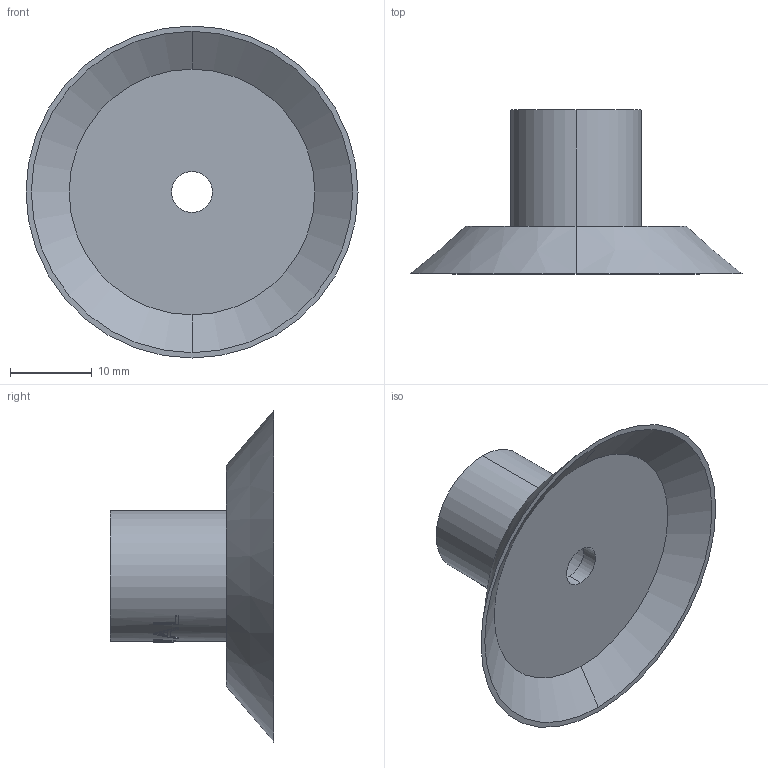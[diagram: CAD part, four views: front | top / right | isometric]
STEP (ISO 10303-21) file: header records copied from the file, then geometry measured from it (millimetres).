
FILE_DESCRIPTION(('STEP AP214'),'1');
FILE_NAME('COVAL_VPA40SIT5.stp','2017-12-27T18:43:56',('TraceParts'),('TraceParts S.A.'),'Spatial InterOp 3D',' ',' ');
FILE_SCHEMA(('automotive_design'));
Length unit declared in the file: millimetre
Products named in the file (1): COVAL_VPA40SIT5
Bounding box: 40.54 x 20 x 40.54 mm (x, y, z)
Volume: 4480.4 mm3; surface area: 3994.9 mm2
Topology: 1 solids, 1 shells, 66 faces, 165 edges, 110 vertices
Faces by surface type: bspline 29, plane 19, cylinder 14, cone 4
Entity records: 7200 total; most frequent: CARTESIAN_POINT 5308, ORIENTED_EDGE 330, DIRECTION 184, EDGE_CURVE 165, VERTEX_POINT 110, B_SPLINE_CURVE_WITH_KNOTS 99, AXIS2_PLACEMENT_3D 80, EDGE_LOOP 77
